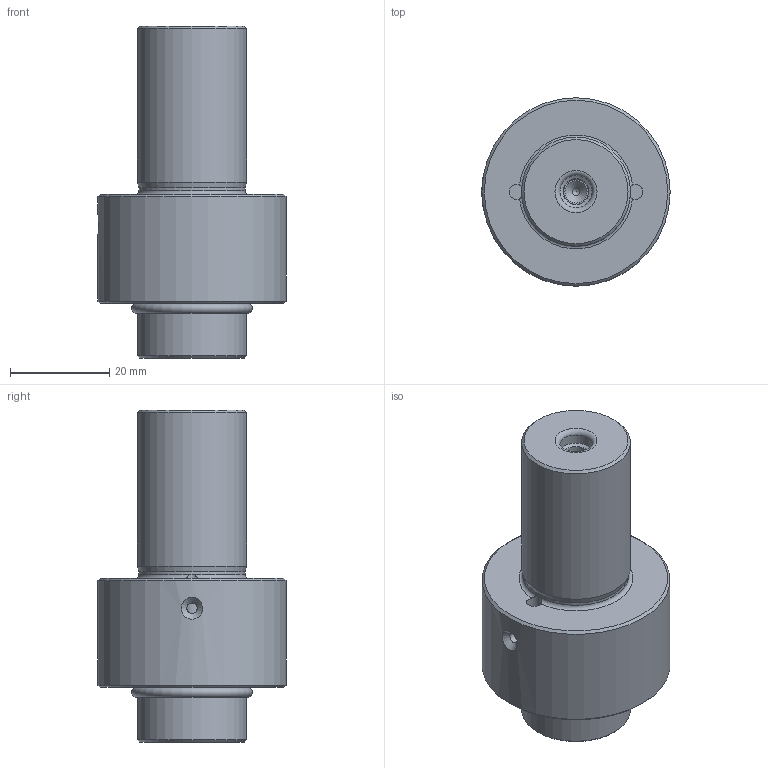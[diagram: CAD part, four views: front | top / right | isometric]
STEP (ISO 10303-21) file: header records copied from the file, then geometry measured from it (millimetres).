
FILE_DESCRIPTION(/* description */ (''),/* implementation_level */ '2;1');
FILE_NAME(/* name */ '262291100.stp',/* time_stamp */ '2021-01-21T11:29:56',/* author */ ('LRA'),/* organization */ ('REGO-FIX'),/* preprocessor_version */ ' Unknown',/* originating_system */ 'SIEMENS PLM Software Solid Edge ST10',/* authorization */ 'Unknown');
FILE_SCHEMA (('AUTOMOTIVE_DESIGN { 1 0 10303 214 2 1 1}'));
Length unit declared in the file: millimetre
Products named in the file (1): NOCUT
Bounding box: 38 x 38 x 67 mm (x, y, z)
Volume: 32431.4 mm3; surface area: 15332.2 mm2
Topology: 1 solids, 1 shells, 99 faces, 219 edges, 136 vertices
Faces by surface type: cylinder 31, cone 26, plane 22, torus 20
Full cylindrical faces by diameter (mm): 1.5 x1, 2.113 x1, 2.6 x2, 3 x4, 5 x2, 5.2 x1, 6.5 x1, 8 x1, 15 x1, 17 x1, 18.5 x1, 21.4 x1, 22 x4, 22.2 x1, 27 x1, 28 x1, 28.3 x1, 28.5 x2, 29 x1, 30 x1, 30.5 x1, 38 x1
Entity records: 2895 total; most frequent: DIRECTION 420, CARTESIAN_POINT 368, ORIENTED_EDGE 230, AXIS2_PLACEMENT_3D 210, FACE_BOUND 203, EDGE_LOOP 202, EDGE_CURVE 115, VERTEX_POINT 108
